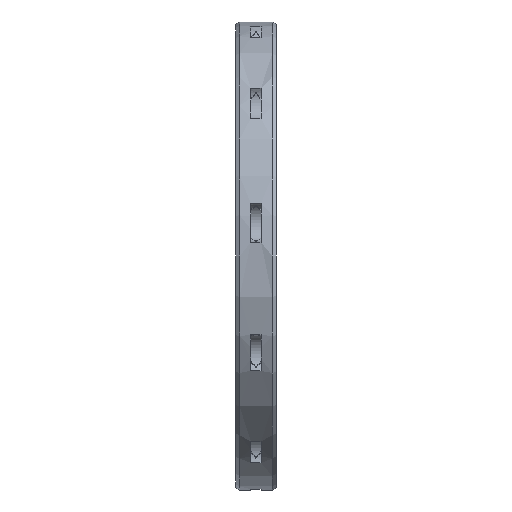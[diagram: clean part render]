
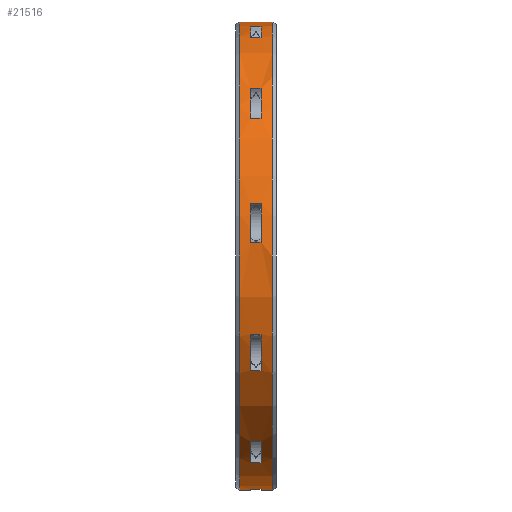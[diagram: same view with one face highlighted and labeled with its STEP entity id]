
A CAD part, left-side view. The second image highlights one B-rep face of the part: STEP entity #21516.
In plain terms, the highlighted cylindrical face has radius 115 mm (diameter 230 mm), a partial arc.
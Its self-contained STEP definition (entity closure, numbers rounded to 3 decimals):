
#4375=CARTESIAN_POINT('',(0.,-2.5,0.));
#4376=DIRECTION('',(0.,-1.,0.));
#4377=DIRECTION('',(-0.084,0.,-0.996));
#4378=AXIS2_PLACEMENT_3D('',#4375,#4376,#4377);
#4383=DIRECTION('',(0.,-1.,0.));
#4384=VECTOR('',#4383,5.);
#4385=CARTESIAN_POINT('',(-9.705,2.5,-114.59));
#4386=LINE('',#4385,#4384);
#4390=CARTESIAN_POINT('',(0.,2.5,0.));
#4391=DIRECTION('',(0.,-1.,0.));
#4392=DIRECTION('',(-0.084,0.,-0.996));
#4393=AXIS2_PLACEMENT_3D('',#4390,#4391,#4392);
#4398=DIRECTION('',(0.,1.,0.));
#4399=VECTOR('',#4398,5.5);
#4400=CARTESIAN_POINT('',(0.,2.5,-115.));
#4401=LINE('',#4400,#4399);
#4405=DIRECTION('',(0.,1.,0.));
#4406=VECTOR('',#4405,16.);
#4407=CARTESIAN_POINT('',(0.,-8.,115.));
#4408=LINE('',#4407,#4406);
#4412=CARTESIAN_POINT('',(0.,-8.,0.));
#4413=DIRECTION('',(0.,1.,0.));
#4414=DIRECTION('',(0.,0.,-1.));
#4415=AXIS2_PLACEMENT_3D('',#4412,#4413,#4414);
#4420=DIRECTION('',(0.,1.,0.));
#4421=VECTOR('',#4420,5.5);
#4422=CARTESIAN_POINT('',(0.,-8.,-115.));
#4423=LINE('',#4422,#4421);
#4427=CARTESIAN_POINT('',(0.,-2.5,0.));
#4428=DIRECTION('',(0.,-1.,0.));
#4429=DIRECTION('',(-0.2,0.,0.98));
#4430=AXIS2_PLACEMENT_3D('',#4427,#4428,#4429);
#4435=DIRECTION('',(0.,-1.,0.));
#4436=VECTOR('',#4435,5.);
#4437=CARTESIAN_POINT('',(-22.972,2.5,112.682));
#4438=LINE('',#4437,#4436);
#4442=CARTESIAN_POINT('',(0.,2.5,0.));
#4443=DIRECTION('',(0.,-1.,0.));
#4444=DIRECTION('',(-0.2,0.,0.98));
#4445=AXIS2_PLACEMENT_3D('',#4442,#4443,#4444);
#4450=DIRECTION('',(0.,-1.,0.));
#4451=VECTOR('',#4450,5.);
#4452=CARTESIAN_POINT('',(-41.596,2.5,107.214));
#4453=LINE('',#4452,#4451);
#4457=CARTESIAN_POINT('',(0.,-2.5,0.));
#4458=DIRECTION('',(0.,-1.,0.));
#4459=DIRECTION('',(-0.698,0.,0.716));
#4460=AXIS2_PLACEMENT_3D('',#4457,#4458,#4459);
#4465=DIRECTION('',(0.,-1.,0.));
#4466=VECTOR('',#4465,5.);
#4467=CARTESIAN_POINT('',(-80.246,2.5,82.375));
#4468=LINE('',#4467,#4466);
#4472=CARTESIAN_POINT('',(0.,2.5,0.));
#4473=DIRECTION('',(0.,-1.,0.));
#4474=DIRECTION('',(-0.698,0.,0.716));
#4475=AXIS2_PLACEMENT_3D('',#4472,#4473,#4474);
#4480=DIRECTION('',(0.,-1.,0.));
#4481=VECTOR('',#4480,5.);
#4482=CARTESIAN_POINT('',(-92.957,2.5,67.706));
#4483=LINE('',#4482,#4481);
#4487=CARTESIAN_POINT('',(0.,-2.5,0.));
#4488=DIRECTION('',(0.,-1.,0.));
#4489=DIRECTION('',(-0.974,0.,0.225));
#4490=AXIS2_PLACEMENT_3D('',#4487,#4488,#4489);
#4495=DIRECTION('',(0.,-1.,0.));
#4496=VECTOR('',#4495,5.);
#4497=CARTESIAN_POINT('',(-112.042,2.5,25.914));
#4498=LINE('',#4497,#4496);
#4502=CARTESIAN_POINT('',(0.,2.5,0.));
#4503=DIRECTION('',(0.,-1.,0.));
#4504=DIRECTION('',(-0.974,0.,0.225));
#4505=AXIS2_PLACEMENT_3D('',#4502,#4503,#4504);
#4510=DIRECTION('',(0.,-1.,0.));
#4511=VECTOR('',#4510,5.);
#4512=CARTESIAN_POINT('',(-114.805,2.5,6.701));
#4513=LINE('',#4512,#4511);
#4517=CARTESIAN_POINT('',(0.,-2.5,0.));
#4518=DIRECTION('',(0.,-1.,0.));
#4519=DIRECTION('',(-0.941,0.,-0.337));
#4520=AXIS2_PLACEMENT_3D('',#4517,#4518,#4519);
#4525=DIRECTION('',(0.,-1.,0.));
#4526=VECTOR('',#4525,5.);
#4527=CARTESIAN_POINT('',(-108.266,2.5,-38.774));
#4528=LINE('',#4527,#4526);
#4532=CARTESIAN_POINT('',(0.,2.5,0.));
#4533=DIRECTION('',(0.,-1.,0.));
#4534=DIRECTION('',(-0.941,0.,-0.337));
#4535=AXIS2_PLACEMENT_3D('',#4532,#4533,#4534);
#4540=DIRECTION('',(0.,-1.,0.));
#4541=VECTOR('',#4540,5.);
#4542=CARTESIAN_POINT('',(-100.203,2.5,-56.43));
#4543=LINE('',#4542,#4541);
#4547=CARTESIAN_POINT('',(0.,-2.5,0.));
#4548=DIRECTION('',(0.,-1.,0.));
#4549=DIRECTION('',(-0.61,0.,-0.793));
#4550=AXIS2_PLACEMENT_3D('',#4547,#4548,#4549);
#4555=DIRECTION('',(0.,-1.,0.));
#4556=VECTOR('',#4555,5.);
#4557=CARTESIAN_POINT('',(-70.116,2.5,-91.152));
#4558=LINE('',#4557,#4556);
#4562=CARTESIAN_POINT('',(0.,2.5,0.));
#4563=DIRECTION('',(0.,-1.,0.));
#4564=DIRECTION('',(-0.61,0.,-0.793));
#4565=AXIS2_PLACEMENT_3D('',#4562,#4563,#4564);
#4570=DIRECTION('',(0.,-1.,0.));
#4571=VECTOR('',#4570,5.);
#4572=CARTESIAN_POINT('',(-53.787,2.5,-101.646));
#4573=LINE('',#4572,#4571);
#5540=CARTESIAN_POINT('',(0.,8.,0.));
#5541=DIRECTION('',(0.,1.,0.));
#5542=DIRECTION('',(0.,0.,-1.));
#5543=AXIS2_PLACEMENT_3D('',#5540,#5541,#5542);
#16963=CARTESIAN_POINT('',(0.,-8.,-115.));
#16965=VERTEX_POINT('',#16963);
#16966=CARTESIAN_POINT('',(0.,8.,-115.));
#16968=VERTEX_POINT('',#16966);
#16993=CARTESIAN_POINT('',(0.,-8.,115.));
#16995=VERTEX_POINT('',#16993);
#16996=CARTESIAN_POINT('',(0.,8.,115.));
#16997=VERTEX_POINT('',#16996);
#17180=CARTESIAN_POINT('',(0.,-2.5,-115.));
#17182=VERTEX_POINT('',#17180);
#17184=CARTESIAN_POINT('',(0.,2.5,-115.));
#17186=VERTEX_POINT('',#17184);
#17192=CARTESIAN_POINT('',(-9.705,-2.5,-114.59));
#17193=VERTEX_POINT('',#17192);
#17194=CARTESIAN_POINT('',(-9.705,2.5,-114.59));
#17195=VERTEX_POINT('',#17194);
#17384=CARTESIAN_POINT('',(-22.972,-2.5,112.682));
#17385=CARTESIAN_POINT('',(-41.596,-2.5,107.214));
#17386=VERTEX_POINT('',#17384);
#17387=VERTEX_POINT('',#17385);
#17388=CARTESIAN_POINT('',(-22.972,2.5,112.682));
#17389=CARTESIAN_POINT('',(-41.596,2.5,107.214));
#17390=VERTEX_POINT('',#17388);
#17391=VERTEX_POINT('',#17389);
#17416=CARTESIAN_POINT('',(-80.246,-2.5,82.375));
#17417=CARTESIAN_POINT('',(-92.957,-2.5,67.706));
#17418=VERTEX_POINT('',#17416);
#17419=VERTEX_POINT('',#17417);
#17420=CARTESIAN_POINT('',(-80.246,2.5,82.375));
#17421=CARTESIAN_POINT('',(-92.957,2.5,67.706));
#17422=VERTEX_POINT('',#17420);
#17423=VERTEX_POINT('',#17421);
#17448=CARTESIAN_POINT('',(-112.042,-2.5,25.914));
#17449=CARTESIAN_POINT('',(-114.805,-2.5,6.701));
#17450=VERTEX_POINT('',#17448);
#17451=VERTEX_POINT('',#17449);
#17452=CARTESIAN_POINT('',(-112.042,2.5,25.914));
#17453=CARTESIAN_POINT('',(-114.805,2.5,6.701));
#17454=VERTEX_POINT('',#17452);
#17455=VERTEX_POINT('',#17453);
#17708=CARTESIAN_POINT('',(-108.266,-2.5,-38.774));
#17709=CARTESIAN_POINT('',(-100.203,-2.5,-56.43));
#17710=VERTEX_POINT('',#17708);
#17711=VERTEX_POINT('',#17709);
#17712=CARTESIAN_POINT('',(-108.266,2.5,-38.774));
#17713=CARTESIAN_POINT('',(-100.203,2.5,-56.43));
#17714=VERTEX_POINT('',#17712);
#17715=VERTEX_POINT('',#17713);
#17740=CARTESIAN_POINT('',(-70.116,-2.5,-91.152));
#17741=CARTESIAN_POINT('',(-53.787,-2.5,-101.646));
#17742=VERTEX_POINT('',#17740);
#17743=VERTEX_POINT('',#17741);
#17744=CARTESIAN_POINT('',(-70.116,2.5,-91.152));
#17745=CARTESIAN_POINT('',(-53.787,2.5,-101.646));
#17746=VERTEX_POINT('',#17744);
#17747=VERTEX_POINT('',#17745);
#21444=CARTESIAN_POINT('',(0.,108.64,0.));
#21445=DIRECTION('',(0.,-1.,0.));
#21446=DIRECTION('',(0.,0.,1.));
#21447=AXIS2_PLACEMENT_3D('',#21444,#21445,#21446);
#21448=CYLINDRICAL_SURFACE('',#21447,115.);
#21450=ORIENTED_EDGE('',*,*,#21449,.F.);
#21452=ORIENTED_EDGE('',*,*,#21451,.F.);
#21454=ORIENTED_EDGE('',*,*,#21453,.T.);
#21456=ORIENTED_EDGE('',*,*,#21455,.T.);
#21458=ORIENTED_EDGE('',*,*,#21457,.T.);
#21460=ORIENTED_EDGE('',*,*,#21459,.F.);
#21461=ORIENTED_EDGE('',*,*,#21425,.F.);
#21463=ORIENTED_EDGE('',*,*,#21462,.T.);
#21464=EDGE_LOOP('',(#21450,#21452,#21454,#21456,#21458,#21460,#21461,#21463));
#21465=FACE_OUTER_BOUND('',#21464,.F.);
#21467=ORIENTED_EDGE('',*,*,#21466,.F.);
#21469=ORIENTED_EDGE('',*,*,#21468,.F.);
#21471=ORIENTED_EDGE('',*,*,#21470,.T.);
#21473=ORIENTED_EDGE('',*,*,#21472,.T.);
#21474=EDGE_LOOP('',(#21467,#21469,#21471,#21473));
#21475=FACE_BOUND('',#21474,.F.);
#21477=ORIENTED_EDGE('',*,*,#21476,.F.);
#21479=ORIENTED_EDGE('',*,*,#21478,.F.);
#21481=ORIENTED_EDGE('',*,*,#21480,.T.);
#21483=ORIENTED_EDGE('',*,*,#21482,.T.);
#21484=EDGE_LOOP('',(#21477,#21479,#21481,#21483));
#21485=FACE_BOUND('',#21484,.F.);
#21487=ORIENTED_EDGE('',*,*,#21486,.F.);
#21489=ORIENTED_EDGE('',*,*,#21488,.F.);
#21491=ORIENTED_EDGE('',*,*,#21490,.T.);
#21493=ORIENTED_EDGE('',*,*,#21492,.T.);
#21494=EDGE_LOOP('',(#21487,#21489,#21491,#21493));
#21495=FACE_BOUND('',#21494,.F.);
#21497=ORIENTED_EDGE('',*,*,#21496,.F.);
#21499=ORIENTED_EDGE('',*,*,#21498,.F.);
#21501=ORIENTED_EDGE('',*,*,#21500,.T.);
#21503=ORIENTED_EDGE('',*,*,#21502,.T.);
#21504=EDGE_LOOP('',(#21497,#21499,#21501,#21503));
#21505=FACE_BOUND('',#21504,.F.);
#21507=ORIENTED_EDGE('',*,*,#21506,.F.);
#21509=ORIENTED_EDGE('',*,*,#21508,.F.);
#21511=ORIENTED_EDGE('',*,*,#21510,.T.);
#21513=ORIENTED_EDGE('',*,*,#21512,.T.);
#21514=EDGE_LOOP('',(#21507,#21509,#21511,#21513));
#21515=FACE_BOUND('',#21514,.F.);
#4379=CIRCLE('',#4378,115.);
#4394=CIRCLE('',#4393,115.);
#4416=CIRCLE('',#4415,115.);
#4431=CIRCLE('',#4430,115.);
#4446=CIRCLE('',#4445,115.);
#4461=CIRCLE('',#4460,115.);
#4476=CIRCLE('',#4475,115.);
#4491=CIRCLE('',#4490,115.);
#4506=CIRCLE('',#4505,115.);
#4521=CIRCLE('',#4520,115.);
#4536=CIRCLE('',#4535,115.);
#4551=CIRCLE('',#4550,115.);
#4566=CIRCLE('',#4565,115.);
#5544=CIRCLE('',#5543,115.);
#21425=EDGE_CURVE('',#16965,#16995,#4416,.T.);
#21449=EDGE_CURVE('',#17193,#17182,#4379,.T.);
#21451=EDGE_CURVE('',#17195,#17193,#4386,.T.);
#21453=EDGE_CURVE('',#17195,#17186,#4394,.T.);
#21455=EDGE_CURVE('',#17186,#16968,#4401,.T.);
#21457=EDGE_CURVE('',#16968,#16997,#5544,.T.);
#21459=EDGE_CURVE('',#16995,#16997,#4408,.T.);
#21462=EDGE_CURVE('',#16965,#17182,#4423,.T.);
#21466=EDGE_CURVE('',#17386,#17387,#4431,.T.);
#21468=EDGE_CURVE('',#17390,#17386,#4438,.T.);
#21470=EDGE_CURVE('',#17390,#17391,#4446,.T.);
#21472=EDGE_CURVE('',#17391,#17387,#4453,.T.);
#21476=EDGE_CURVE('',#17418,#17419,#4461,.T.);
#21478=EDGE_CURVE('',#17422,#17418,#4468,.T.);
#21480=EDGE_CURVE('',#17422,#17423,#4476,.T.);
#21482=EDGE_CURVE('',#17423,#17419,#4483,.T.);
#21486=EDGE_CURVE('',#17450,#17451,#4491,.T.);
#21488=EDGE_CURVE('',#17454,#17450,#4498,.T.);
#21490=EDGE_CURVE('',#17454,#17455,#4506,.T.);
#21492=EDGE_CURVE('',#17455,#17451,#4513,.T.);
#21496=EDGE_CURVE('',#17710,#17711,#4521,.T.);
#21498=EDGE_CURVE('',#17714,#17710,#4528,.T.);
#21500=EDGE_CURVE('',#17714,#17715,#4536,.T.);
#21502=EDGE_CURVE('',#17715,#17711,#4543,.T.);
#21506=EDGE_CURVE('',#17742,#17743,#4551,.T.);
#21508=EDGE_CURVE('',#17746,#17742,#4558,.T.);
#21510=EDGE_CURVE('',#17746,#17747,#4566,.T.);
#21512=EDGE_CURVE('',#17747,#17743,#4573,.T.);
#21516=ADVANCED_FACE('',(#21465,#21475,#21485,#21495,#21505,#21515),#21448,.T.);
